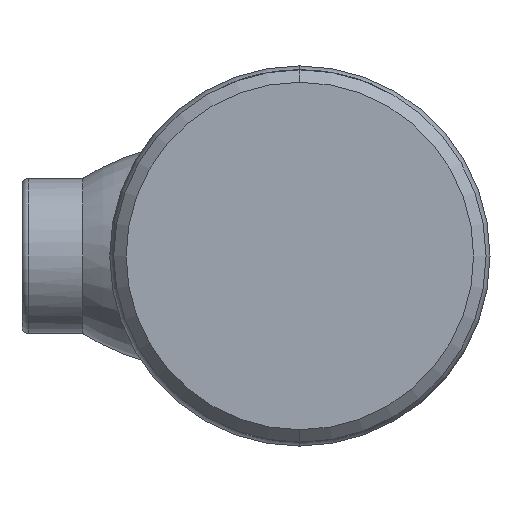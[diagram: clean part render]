
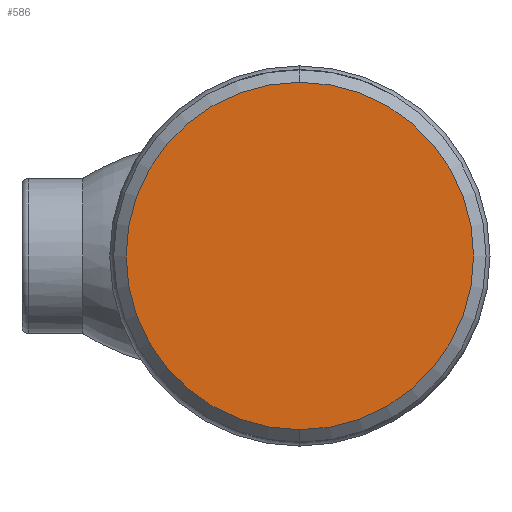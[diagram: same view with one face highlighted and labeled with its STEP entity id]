
A CAD part, left-side view. The second image highlights one B-rep face of the part: STEP entity #586.
In plain terms, the highlighted planar face has unit normal (-1, 0, 0).
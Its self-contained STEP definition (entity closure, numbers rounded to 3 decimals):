
#141 = AXIS2_PLACEMENT_3D ( 'NONE', #245, #1597, #435 ) ;
#245 = CARTESIAN_POINT ( 'NONE',  ( 0., 0., 0. ) ) ;
#285 = ORIENTED_EDGE ( 'NONE', *, *, #1451, .T. ) ;
#435 = DIRECTION ( 'NONE',  ( 0., 0., -1. ) ) ;
#586 = ADVANCED_FACE ( 'NONE', ( #1824 ), #1431, .F. ) ;
#878 = CARTESIAN_POINT ( 'NONE',  ( 0., 0., 0. ) ) ;
#1005 = AXIS2_PLACEMENT_3D ( 'NONE', #878, #2253, #1063 ) ;
#1063 = DIRECTION ( 'NONE',  ( 0., 0., -1. ) ) ;
#1088 = VERTEX_POINT ( 'NONE', #2312 ) ;
#1364 = VERTEX_POINT ( 'NONE', #1525 ) ;
#1431 = PLANE ( 'NONE',  #2399 ) ;
#1451 = EDGE_CURVE ( 'NONE', #1088, #1364, #1714, .T. ) ;
#1525 = CARTESIAN_POINT ( 'NONE',  ( 0., 0., 28. ) ) ;
#1597 = DIRECTION ( 'NONE',  ( -1., 0., 0. ) ) ;
#1714 = CIRCLE ( 'NONE', #141, 28. ) ;
#1817 = ORIENTED_EDGE ( 'NONE', *, *, #2343, .T. ) ;
#1824 = FACE_OUTER_BOUND ( 'NONE', #2380, .T. ) ;
#1899 = DIRECTION ( 'NONE',  ( 0., 0., -1. ) ) ;
#2086 = CIRCLE ( 'NONE', #1005, 28. ) ;
#2202 = CARTESIAN_POINT ( 'NONE',  ( 0., 0., 0. ) ) ;
#2253 = DIRECTION ( 'NONE',  ( -1., 0., 0. ) ) ;
#2267 = DIRECTION ( 'NONE',  ( 1., 0., 0. ) ) ;
#2312 = CARTESIAN_POINT ( 'NONE',  ( 0., 0., -28. ) ) ;
#2343 = EDGE_CURVE ( 'NONE', #1364, #1088, #2086, .T. ) ;
#2380 = EDGE_LOOP ( 'NONE', ( #285, #1817 ) ) ;
#2399 = AXIS2_PLACEMENT_3D ( 'NONE', #2202, #2267, #1899 ) ;
